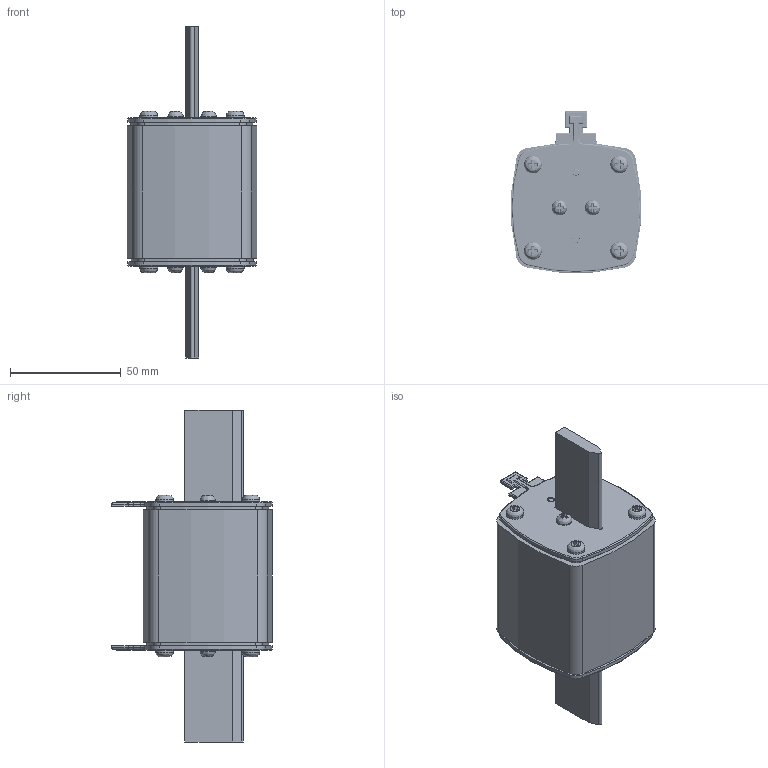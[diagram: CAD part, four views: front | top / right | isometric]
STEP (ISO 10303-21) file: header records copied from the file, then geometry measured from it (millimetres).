
FILE_DESCRIPTION(/* description */ (''),/* implementation_level */ '2;1');
FILE_NAME(/* name */ 'RT16-2T.prt.stp',/* time_stamp */ '2023-11-30T08:52:05+08:00',/* author */ (''),/* organization */ (''),/* preprocessor_version */ 'ST-DEVELOPER v16',/* originating_system */ 'SIEMENS PLM Software NX 10.0',/* authorisation */ '');
FILE_SCHEMA (('CONFIG_CONTROL_DESIGN'));
Length unit declared in the file: millimetre
Products named in the file (1): RT16-2T
Bounding box: 58.42 x 72.71 x 150 mm (x, y, z)
Volume: 141448.5 mm3; surface area: 66169.5 mm2
Topology: 30 solids, 30 shells, 954 faces, 2508 edges, 1642 vertices
Faces by surface type: plane 494, cylinder 224, cone 141, bspline 66, torus 29
Full cylindrical faces by diameter (mm): 0.13 x1, 0.3 x1, 2.4 x1, 3 x1, 3.2 x1, 3.9 x40, 4 x13, 4.391 x1, 4.8 x8, 4.991 x1, 5 x1, 5.2 x16, 5.7 x1, 5.8 x1, 7 x7, 8 x17, 43 x1
Entity records: 71156 total; most frequent: CARTESIAN_POINT 53028, ORIENTED_EDGE 3730, DIRECTION 3422, EDGE_CURVE 1865, VERTEX_POINT 1286, AXIS2_PLACEMENT_3D 1220, EDGE_LOOP 1024, LINE 982
